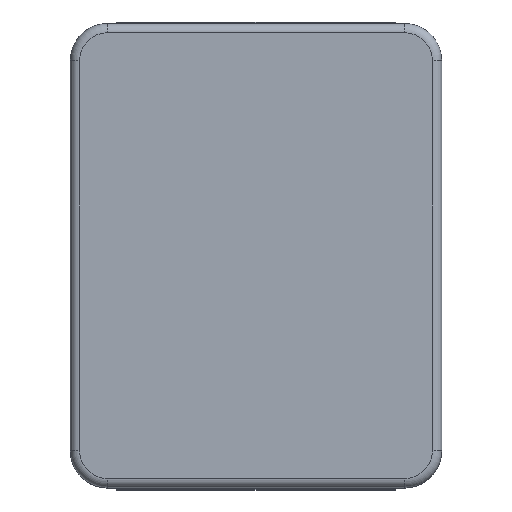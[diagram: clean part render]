
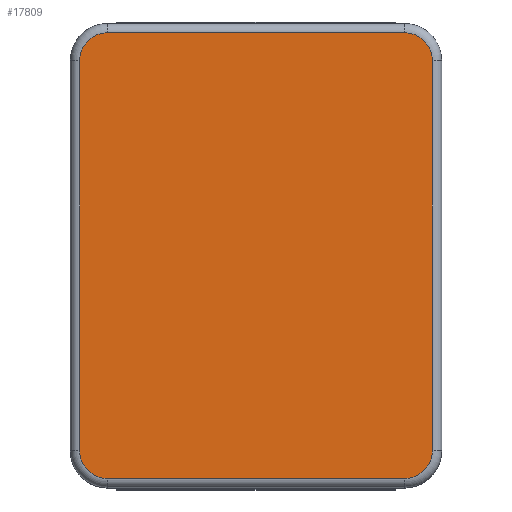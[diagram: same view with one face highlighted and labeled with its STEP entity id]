
A CAD part, top view. The second image highlights one B-rep face of the part: STEP entity #17809.
In plain terms, the highlighted planar face has unit normal (0, 0, 1).
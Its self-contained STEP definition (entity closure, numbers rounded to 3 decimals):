
#204 = AXIS2_PLACEMENT_3D ( 'NONE', #16063, #15623, #15945 ) ;
#464 = CARTESIAN_POINT ( 'NONE',  ( 0.95, 1.05, 1.2 ) ) ;
#481 = AXIS2_PLACEMENT_3D ( 'NONE', #5120, #8204, #17739 ) ;
#921 = CARTESIAN_POINT ( 'NONE',  ( 0.95, 1.05, 1.2 ) ) ;
#1088 = CIRCLE ( 'NONE', #10590, 0.15 ) ;
#1095 = CARTESIAN_POINT ( 'NONE',  ( 0.8, -1.2, 1.2 ) ) ;
#1168 = DIRECTION ( 'NONE',  ( 0., -1., 0. ) ) ;
#1268 = CARTESIAN_POINT ( 'NONE',  ( 0.8, 1.2, 1.2 ) ) ;
#1392 = DIRECTION ( 'NONE',  ( -1., 0., 0. ) ) ;
#1850 = AXIS2_PLACEMENT_3D ( 'NONE', #4742, #12437, #3487 ) ;
#2027 = CARTESIAN_POINT ( 'NONE',  ( -0.8, -1.2, 1.2 ) ) ;
#2189 = AXIS2_PLACEMENT_3D ( 'NONE', #13833, #10622, #11965 ) ;
#2303 = VERTEX_POINT ( 'NONE', #921 ) ;
#3487 = DIRECTION ( 'NONE',  ( 1., 0., 0. ) ) ;
#3523 = ORIENTED_EDGE ( 'NONE', *, *, #13311, .T. ) ;
#3551 = LINE ( 'NONE', #464, #4117 ) ;
#3817 = EDGE_CURVE ( 'NONE', #8859, #2303, #3551, .T. ) ;
#4117 = VECTOR ( 'NONE', #16180, 1000. ) ;
#4153 = CARTESIAN_POINT ( 'NONE',  ( -0.95, -1.05, 1.2 ) ) ;
#4742 = CARTESIAN_POINT ( 'NONE',  ( -0.8, -1.05, 1.2 ) ) ;
#5120 = CARTESIAN_POINT ( 'NONE',  ( 0.8, -1.05, 1.2 ) ) ;
#5509 = DIRECTION ( 'NONE',  ( 1., 0., 0. ) ) ;
#5754 = EDGE_LOOP ( 'NONE', ( #10278, #9200, #3523, #13603, #8733, #17168, #7805, #13613 ) ) ;
#5836 = VERTEX_POINT ( 'NONE', #20112 ) ;
#5983 = FACE_OUTER_BOUND ( 'NONE', #5754, .T. ) ;
#6999 = CARTESIAN_POINT ( 'NONE',  ( 0.8, 1.05, 1.2 ) ) ;
#7021 = CIRCLE ( 'NONE', #481, 0.15 ) ;
#7320 = DIRECTION ( 'NONE',  ( 0., 0., 1. ) ) ;
#7347 = EDGE_CURVE ( 'NONE', #12828, #7598, #19665, .T. ) ;
#7598 = VERTEX_POINT ( 'NONE', #2027 ) ;
#7805 = ORIENTED_EDGE ( 'NONE', *, *, #15854, .T. ) ;
#8204 = DIRECTION ( 'NONE',  ( 0., 0., 1. ) ) ;
#8564 = DIRECTION ( 'NONE',  ( 1., 0., 0. ) ) ;
#8733 = ORIENTED_EDGE ( 'NONE', *, *, #3817, .T. ) ;
#8859 = VERTEX_POINT ( 'NONE', #13220 ) ;
#8918 = EDGE_CURVE ( 'NONE', #2303, #11490, #1088, .T. ) ;
#9055 = CARTESIAN_POINT ( 'NONE',  ( -0.8, 1.2, 1.2 ) ) ;
#9200 = ORIENTED_EDGE ( 'NONE', *, *, #7347, .T. ) ;
#9212 = CARTESIAN_POINT ( 'NONE',  ( -0.8, 1.2, 1.2 ) ) ;
#9722 = CIRCLE ( 'NONE', #204, 0.15 ) ;
#10021 = VECTOR ( 'NONE', #1392, 1000. ) ;
#10278 = ORIENTED_EDGE ( 'NONE', *, *, #10546, .T. ) ;
#10546 = EDGE_CURVE ( 'NONE', #11820, #12828, #15201, .T. ) ;
#10590 = AXIS2_PLACEMENT_3D ( 'NONE', #6999, #7320, #8564 ) ;
#10622 = DIRECTION ( 'NONE',  ( 0., 0., 1. ) ) ;
#10730 = PLANE ( 'NONE',  #2189 ) ;
#11490 = VERTEX_POINT ( 'NONE', #1268 ) ;
#11820 = VERTEX_POINT ( 'NONE', #15889 ) ;
#11965 = DIRECTION ( 'NONE',  ( 1., 0., 0. ) ) ;
#12437 = DIRECTION ( 'NONE',  ( 0., 0., 1. ) ) ;
#12828 = VERTEX_POINT ( 'NONE', #14439 ) ;
#13220 = CARTESIAN_POINT ( 'NONE',  ( 0.95, -1.05, 1.2 ) ) ;
#13311 = EDGE_CURVE ( 'NONE', #7598, #5836, #13762, .T. ) ;
#13603 = ORIENTED_EDGE ( 'NONE', *, *, #14037, .T. ) ;
#13613 = ORIENTED_EDGE ( 'NONE', *, *, #17779, .T. ) ;
#13762 = LINE ( 'NONE', #1095, #16954 ) ;
#13833 = CARTESIAN_POINT ( 'NONE',  ( 0., 0., 1.2 ) ) ;
#14037 = EDGE_CURVE ( 'NONE', #5836, #8859, #7021, .T. ) ;
#14439 = CARTESIAN_POINT ( 'NONE',  ( -0.95, -1.05, 1.2 ) ) ;
#15201 = LINE ( 'NONE', #4153, #18102 ) ;
#15433 = LINE ( 'NONE', #9212, #10021 ) ;
#15605 = VERTEX_POINT ( 'NONE', #9055 ) ;
#15623 = DIRECTION ( 'NONE',  ( 0., 0., 1. ) ) ;
#15854 = EDGE_CURVE ( 'NONE', #11490, #15605, #15433, .T. ) ;
#15889 = CARTESIAN_POINT ( 'NONE',  ( -0.95, 1.05, 1.2 ) ) ;
#15945 = DIRECTION ( 'NONE',  ( 1., 0., 0. ) ) ;
#16063 = CARTESIAN_POINT ( 'NONE',  ( -0.8, 1.05, 1.2 ) ) ;
#16180 = DIRECTION ( 'NONE',  ( 0., 1., 0. ) ) ;
#16954 = VECTOR ( 'NONE', #5509, 1000. ) ;
#17168 = ORIENTED_EDGE ( 'NONE', *, *, #8918, .T. ) ;
#17739 = DIRECTION ( 'NONE',  ( 1., 0., 0. ) ) ;
#17779 = EDGE_CURVE ( 'NONE', #15605, #11820, #9722, .T. ) ;
#17809 = ADVANCED_FACE ( 'NONE', ( #5983 ), #10730, .T. ) ;
#18102 = VECTOR ( 'NONE', #1168, 1000. ) ;
#19665 = CIRCLE ( 'NONE', #1850, 0.15 ) ;
#20112 = CARTESIAN_POINT ( 'NONE',  ( 0.8, -1.2, 1.2 ) ) ;
